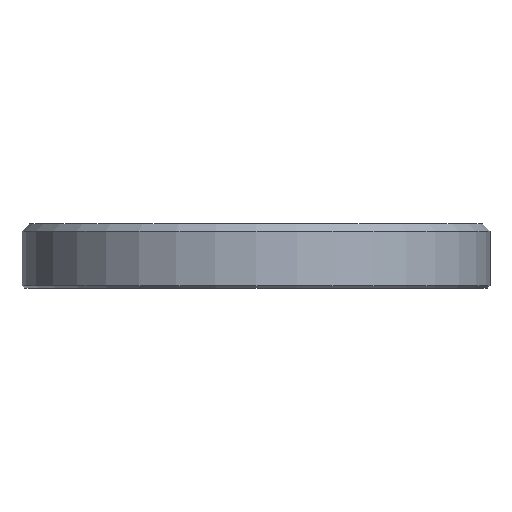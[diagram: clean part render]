
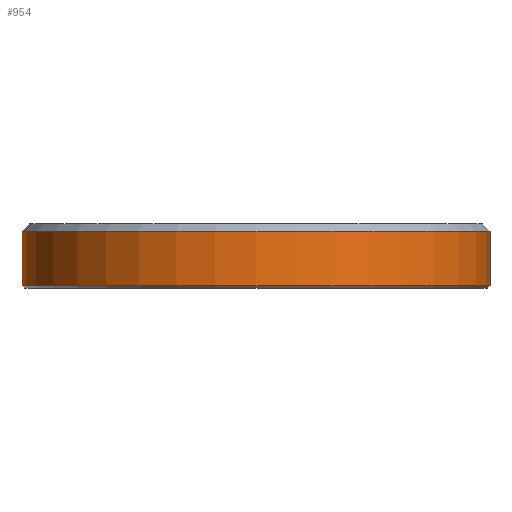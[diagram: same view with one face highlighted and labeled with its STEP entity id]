
A CAD part, front view. The second image highlights one B-rep face of the part: STEP entity #954.
In plain terms, the highlighted cylindrical face has radius 23.35 mm (diameter 46.7 mm), a partial arc.
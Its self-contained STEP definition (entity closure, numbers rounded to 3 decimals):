
#141 = LINE ( 'NONE', #2959, #155 ) ;
#155 = VECTOR ( 'NONE', #4322, 1000. ) ;
#375 = AXIS2_PLACEMENT_3D ( 'NONE', #1761, #2818, #3130 ) ;
#444 = AXIS2_PLACEMENT_3D ( 'NONE', #2935, #3902, #4237 ) ;
#482 = VERTEX_POINT ( 'NONE', #2782 ) ;
#704 = DIRECTION ( 'NONE',  ( 0., 0., -1. ) ) ;
#814 = CIRCLE ( 'NONE', #375, 23.35 ) ;
#819 = CIRCLE ( 'NONE', #3296, 23.35 ) ;
#929 = CARTESIAN_POINT ( 'NONE',  ( 76.65, 100., 5.65 ) ) ;
#954 = ADVANCED_FACE ( 'NONE', ( #3963 ), #1499, .T. ) ;
#1172 = EDGE_CURVE ( 'NONE', #482, #2995, #814, .T. ) ;
#1441 = CARTESIAN_POINT ( 'NONE',  ( 76.65, 100., 0.25 ) ) ;
#1499 = CYLINDRICAL_SURFACE ( 'NONE', #444, 23.35 ) ;
#1701 = EDGE_CURVE ( 'NONE', #482, #3870, #141, .T. ) ;
#1737 = VECTOR ( 'NONE', #704, 1000. ) ;
#1761 = CARTESIAN_POINT ( 'NONE',  ( 100., 100., 5.65 ) ) ;
#1973 = EDGE_CURVE ( 'NONE', #4391, #3870, #819, .T. ) ;
#2182 = DIRECTION ( 'NONE',  ( 1., 0., 0. ) ) ;
#2352 = ORIENTED_EDGE ( 'NONE', *, *, #1973, .T. ) ;
#2677 = EDGE_CURVE ( 'NONE', #2995, #4391, #3798, .T. ) ;
#2782 = CARTESIAN_POINT ( 'NONE',  ( 123.35, 100., 5.65 ) ) ;
#2785 = CARTESIAN_POINT ( 'NONE',  ( 76.65, 100., 6.4 ) ) ;
#2818 = DIRECTION ( 'NONE',  ( 0., 0., -1. ) ) ;
#2819 = CARTESIAN_POINT ( 'NONE',  ( 100., 100., 0.25 ) ) ;
#2828 = ORIENTED_EDGE ( 'NONE', *, *, #1172, .T. ) ;
#2935 = CARTESIAN_POINT ( 'NONE',  ( 100., 100., 6.4 ) ) ;
#2959 = CARTESIAN_POINT ( 'NONE',  ( 123.35, 100., 6.4 ) ) ;
#2961 = EDGE_LOOP ( 'NONE', ( #2990, #2828, #3581, #2352 ) ) ;
#2990 = ORIENTED_EDGE ( 'NONE', *, *, #1701, .F. ) ;
#2995 = VERTEX_POINT ( 'NONE', #929 ) ;
#3130 = DIRECTION ( 'NONE',  ( 1., 0., 0. ) ) ;
#3296 = AXIS2_PLACEMENT_3D ( 'NONE', #2819, #4204, #2182 ) ;
#3581 = ORIENTED_EDGE ( 'NONE', *, *, #2677, .T. ) ;
#3764 = CARTESIAN_POINT ( 'NONE',  ( 123.35, 100., 0.25 ) ) ;
#3798 = LINE ( 'NONE', #2785, #1737 ) ;
#3870 = VERTEX_POINT ( 'NONE', #3764 ) ;
#3902 = DIRECTION ( 'NONE',  ( 0., 0., -1. ) ) ;
#3963 = FACE_OUTER_BOUND ( 'NONE', #2961, .T. ) ;
#4204 = DIRECTION ( 'NONE',  ( 0., 0., 1. ) ) ;
#4237 = DIRECTION ( 'NONE',  ( -1., 0., 0. ) ) ;
#4322 = DIRECTION ( 'NONE',  ( 0., 0., -1. ) ) ;
#4391 = VERTEX_POINT ( 'NONE', #1441 ) ;
